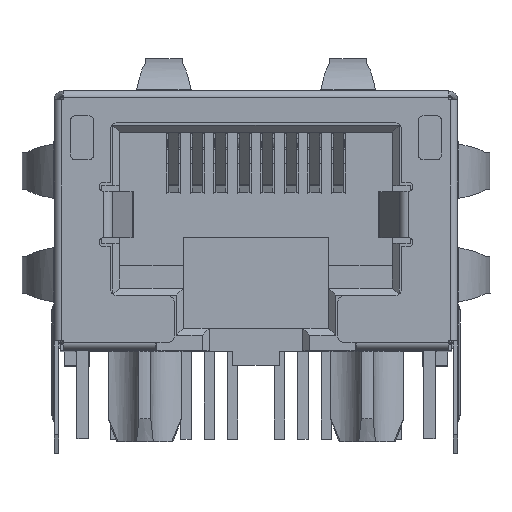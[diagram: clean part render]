
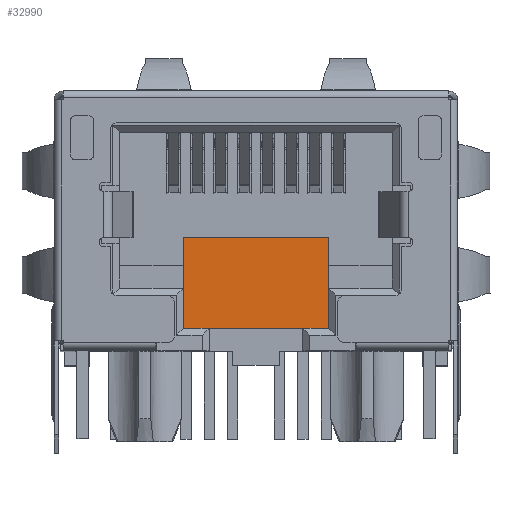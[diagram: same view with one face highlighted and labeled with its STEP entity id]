
A CAD part, top view. The second image highlights one B-rep face of the part: STEP entity #32990.
In plain terms, the highlighted planar face has unit normal (0, 0, 1).
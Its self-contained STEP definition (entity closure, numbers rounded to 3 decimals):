
#363 = VECTOR ( 'NONE', #71669, 1000. ) ;
#3781 = CARTESIAN_POINT ( 'NONE',  ( 3.15, -6.38, -11. ) ) ;
#4816 = VERTEX_POINT ( 'NONE', #94468 ) ;
#9579 = ORIENTED_EDGE ( 'NONE', *, *, #79990, .T. ) ;
#12126 = CARTESIAN_POINT ( 'NONE',  ( 3.15, -10.32, -11. ) ) ;
#12396 = FACE_OUTER_BOUND ( 'NONE', #30047, .T. ) ;
#16390 = CARTESIAN_POINT ( 'NONE',  ( -3.15, -6.38, -11. ) ) ;
#20154 = VERTEX_POINT ( 'NONE', #33561 ) ;
#25089 = CARTESIAN_POINT ( 'NONE',  ( -3.15, -10.32, -11. ) ) ;
#27951 = ORIENTED_EDGE ( 'NONE', *, *, #51614, .T. ) ;
#28130 = CARTESIAN_POINT ( 'NONE',  ( -3.15, -6.38, -11. ) ) ;
#30047 = EDGE_LOOP ( 'NONE', ( #61241, #63029, #27951, #9579 ) ) ;
#32990 = ADVANCED_FACE ( 'NONE', ( #12396 ), #71934, .T. ) ;
#33561 = CARTESIAN_POINT ( 'NONE',  ( -3.15, -10.32, -11. ) ) ;
#33930 = VECTOR ( 'NONE', #57868, 1000. ) ;
#36134 = AXIS2_PLACEMENT_3D ( 'NONE', #87807, #42175, #95737 ) ;
#41022 = DIRECTION ( 'NONE',  ( -1., 0., 0. ) ) ;
#42175 = DIRECTION ( 'NONE',  ( 0., 0., 1. ) ) ;
#45687 = VECTOR ( 'NONE', #74816, 1000. ) ;
#51614 = EDGE_CURVE ( 'NONE', #20154, #61285, #54832, .T. ) ;
#54832 = LINE ( 'NONE', #25089, #363 ) ;
#57868 = DIRECTION ( 'NONE',  ( 0., -1., 0. ) ) ;
#59719 = EDGE_CURVE ( 'NONE', #4816, #95095, #63828, .T. ) ;
#59935 = CARTESIAN_POINT ( 'NONE',  ( 3.15, -10.32, -11. ) ) ;
#61241 = ORIENTED_EDGE ( 'NONE', *, *, #59719, .T. ) ;
#61285 = VERTEX_POINT ( 'NONE', #12126 ) ;
#63029 = ORIENTED_EDGE ( 'NONE', *, *, #68936, .T. ) ;
#63828 = LINE ( 'NONE', #3781, #82080 ) ;
#68936 = EDGE_CURVE ( 'NONE', #95095, #20154, #96050, .T. ) ;
#71669 = DIRECTION ( 'NONE',  ( 1., 0., 0. ) ) ;
#71934 = PLANE ( 'NONE',  #36134 ) ;
#74816 = DIRECTION ( 'NONE',  ( 0., 1., 0. ) ) ;
#79990 = EDGE_CURVE ( 'NONE', #61285, #4816, #80293, .T. ) ;
#80293 = LINE ( 'NONE', #59935, #45687 ) ;
#82080 = VECTOR ( 'NONE', #41022, 1000. ) ;
#87807 = CARTESIAN_POINT ( 'NONE',  ( 0., -8.35, -11. ) ) ;
#94468 = CARTESIAN_POINT ( 'NONE',  ( 3.15, -6.38, -11. ) ) ;
#95095 = VERTEX_POINT ( 'NONE', #16390 ) ;
#95737 = DIRECTION ( 'NONE',  ( 1., 0., 0. ) ) ;
#96050 = LINE ( 'NONE', #28130, #33930 ) ;
